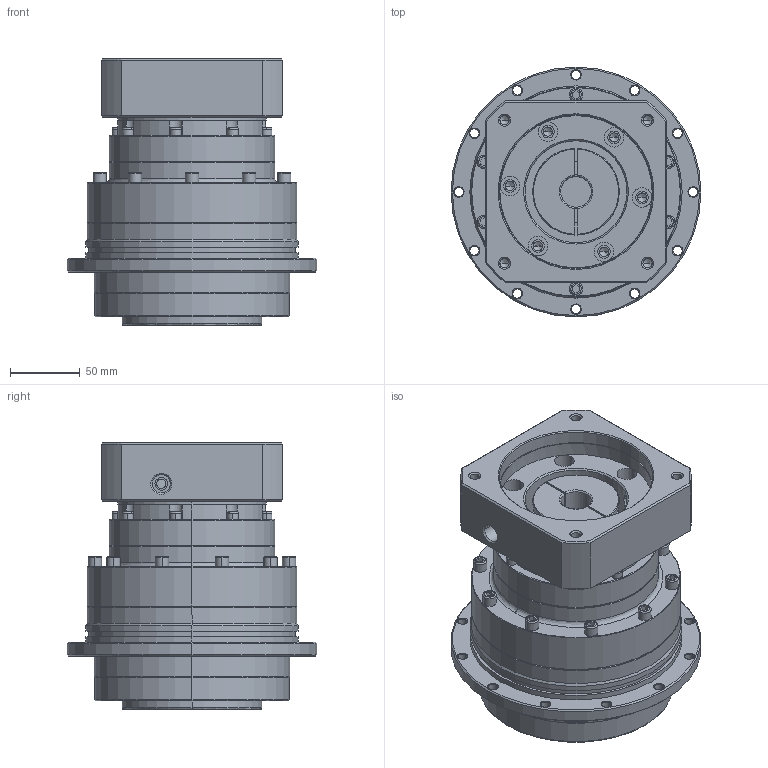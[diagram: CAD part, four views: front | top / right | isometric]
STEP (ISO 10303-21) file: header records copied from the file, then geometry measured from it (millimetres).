
FILE_DESCRIPTION (( 'STEP AP214' ), '1' );
FILE_NAME ('SD140-L2-22-110-145M8.STEP', '2022-02-25T00:05:08', ( 'admin' ), ( '' ), 'SwSTEP 2.0', 'SolidWorks 2013', '' );
FILE_SCHEMA (( 'AUTOMOTIVE_DESIGN' ));
Length unit declared in the file: millimetre
Products named in the file (4): SD140; PB115-110-145M8; PB142-L2_X2_58F34F537AEF_X0_; SD140-L2-22-110-145M8
Assembly tree (3 placements, depth 2):
  SD140-L2-22-110-145M8
    PB142-L2_X2_58F34F537AEF_X0_
    PB115-110-145M8
    SD140
Bounding box: 179 x 179 x 191 mm (x, y, z)
Volume: 2597896.7 mm3; surface area: 247915.3 mm2
Topology: 3 solids, 3 shells, 782 faces, 1856 edges, 1102 vertices
Faces by surface type: cylinder 281, cone 249, plane 209, bspline 43
Entity records: 32154 total; most frequent: CARTESIAN_POINT 5572, DIRECTION 3930, ORIENTED_EDGE 3516, EDGE_CURVE 1758, AXIS2_PLACEMENT_3D 1526, VERTEX_POINT 1096, EDGE_LOOP 946, LINE 878
